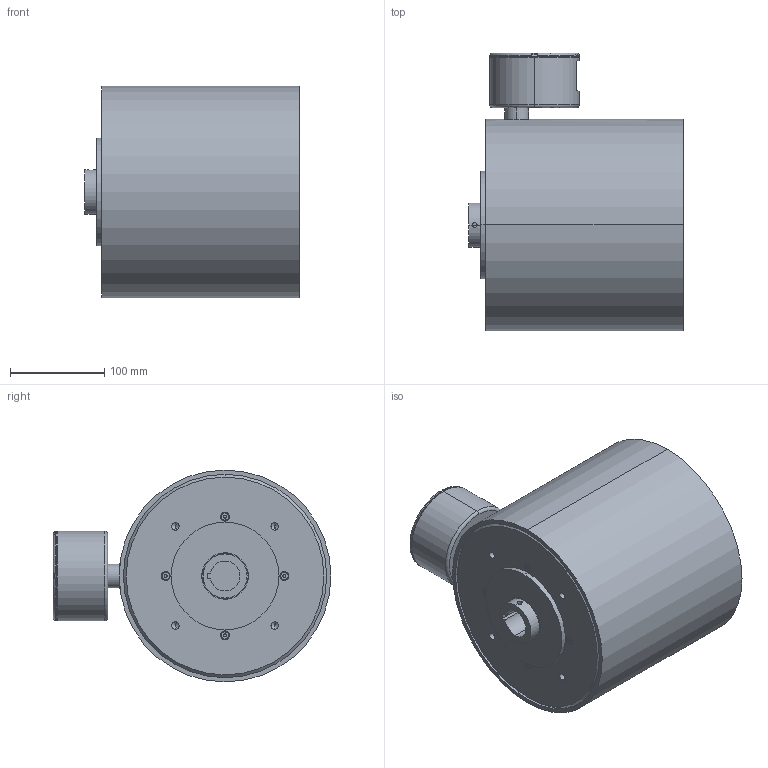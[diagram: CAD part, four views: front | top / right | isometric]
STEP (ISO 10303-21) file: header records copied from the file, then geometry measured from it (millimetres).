
FILE_DESCRIPTION (( 'STEP AP214' ), '1' );
FILE_NAME ('OS69-120-215-210-12168.STEP', '2023-05-16T15:07:59', ( '' ), ( '' ), 'SwSTEP 2.0', 'SolidWorks 2023', '' );
FILE_SCHEMA (( 'AUTOMOTIVE_DESIGN' ));
Length unit declared in the file: millimetre
Products named in the file (14): OC69-JBX-95 -O-11916; Output Shaft 12168_Internal Design Change; 400965-C SS316; 402394W-1; 400964-1C-0.5NPT SS316; OS69-120-215-210-12168; 300060; M3X6-CHS; Partially Threaded Flat Head Screw M4X30_91263A446; 402397; Casing B 12168; Output Shaft A 12168_Internal Design Change; Casing 12168; 402394W-3
Assembly tree (16 placements, depth 3):
  OS69-120-215-210-12168
    Casing 12168
      402394W-1
      Casing B 12168
      402394W-3
    Output Shaft 12168_Internal Design Change
      Output Shaft A 12168_Internal Design Change
    402397
    OC69-JBX-95 -O-11916
      400964-1C-0.5NPT SS316
      300060
      M3X6-CHS
      400965-C SS316
    Partially Threaded Flat Head Screw M4X30_91263A446  x4
Bounding box: 228 x 295.2 x 225 mm (x, y, z)
Volume: 2116811.9 mm3; surface area: 618506.1 mm2
Topology: 14 solids, 18 shells, 894 faces, 2303 edges, 1480 vertices
Faces by surface type: cylinder 502, plane 234, cone 98, torus 32, bspline 28
Entity records: 23403 total; most frequent: CARTESIAN_POINT 10608, ORIENTED_EDGE 2646, DIRECTION 2547, EDGE_CURVE 1323, AXIS2_PLACEMENT_3D 941, VERTEX_POINT 856, LINE 665, VECTOR 665
